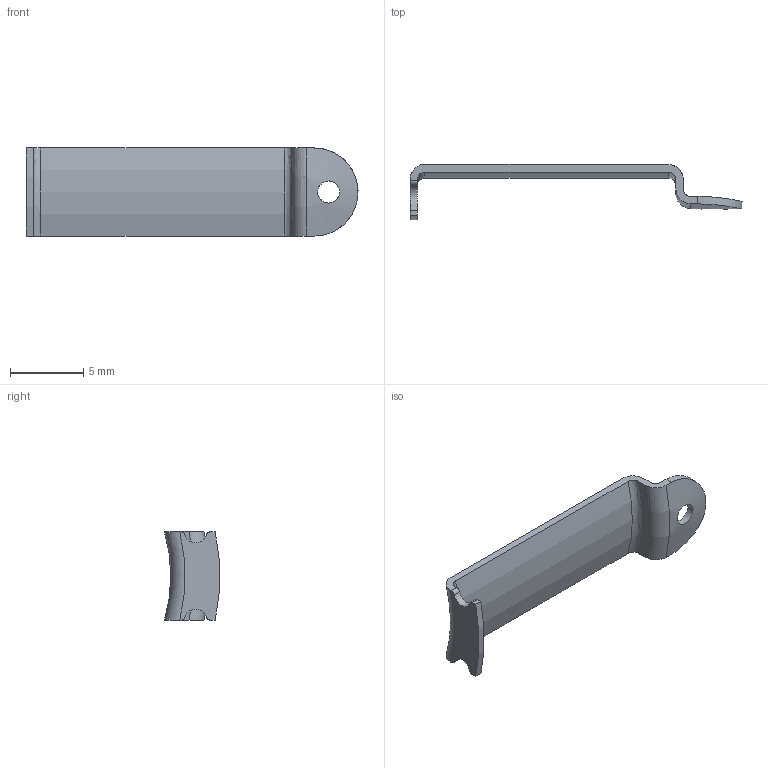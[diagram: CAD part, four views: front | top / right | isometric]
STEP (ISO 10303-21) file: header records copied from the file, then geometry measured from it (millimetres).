
FILE_DESCRIPTION((''),'2;1');
FILE_NAME('0-TANYE-TONGTAO__4_5','2025-05-28T11:10:45',('lishuaijun5'),(''),'CREO PARAMETRIC BY PTC INC, 2020044','CREO PARAMETRIC BY PTC INC, 2020044','');
FILE_SCHEMA(('AUTOMOTIVE_DESIGN { 1 0 10303 214 1 1 1 1 }'));
Length unit declared in the file: millimetre
Products named in the file (1): 0-TANYE-TONGTAO__4_5
Bounding box: 22.6 x 3.74 x 6 mm (x, y, z)
Volume: 76.9 mm3; surface area: 343 mm2
Topology: 1 solids, 1 shells, 28 faces, 78 edges, 52 vertices
Faces by surface type: cylinder 14, plane 8, torus 6
Entity records: 1221 total; most frequent: CARTESIAN_POINT 438, ORIENTED_EDGE 156, DIRECTION 141, EDGE_CURVE 78, AXIS2_PLACEMENT_3D 54, VERTEX_POINT 52, VECTOR 33, LINE 33
